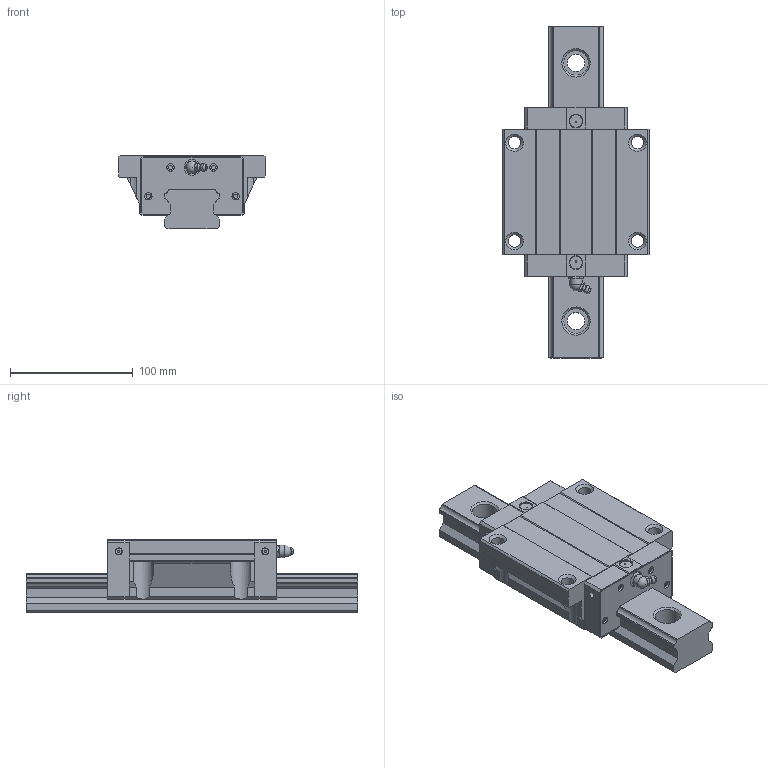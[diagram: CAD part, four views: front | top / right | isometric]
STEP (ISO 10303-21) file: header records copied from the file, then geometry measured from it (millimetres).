
FILE_DESCRIPTION(/* description */ (''),/* implementation_level */ '2;1');
FILE_NAME(/* name */ '',/* time_stamp */ '',/* author */ (''),/* organization */ (''),/* preprocessor_version */ '',/* originating_system */ '',/* authorisation */ '');
FILE_SCHEMA (('AUTOMOTIVE_DESIGN { 1 0 10303 214 1 1 1 1 }'));
Length unit declared in the file: millimetre
Products named in the file (1): LMG45C
Bounding box: 120 x 270 x 60 mm (x, y, z)
Volume: 847884.5 mm3; surface area: 115074.3 mm2
Topology: 3 solids, 3 shells, 405 faces, 1067 edges, 702 vertices
Faces by surface type: plane 249, cylinder 110, cone 27, revolution 8, torus 8, sphere 3
Full cylindrical faces by diameter (mm): 1 x2, 2 x4, 3.5 x8, 5.2 x4, 6 x8, 10 x1, 10.2 x8, 13 x2, 14 x3, 20 x3
Entity records: 12055 total; most frequent: CARTESIAN_POINT 2261, DIRECTION 2022, ORIENTED_EDGE 1918, EDGE_CURVE 959, AXIS2_PLACEMENT_3D 687, VERTEX_POINT 673, LINE 640, VECTOR 640
